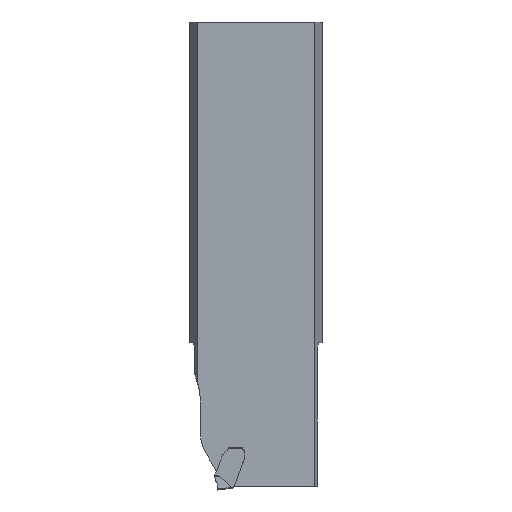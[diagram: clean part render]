
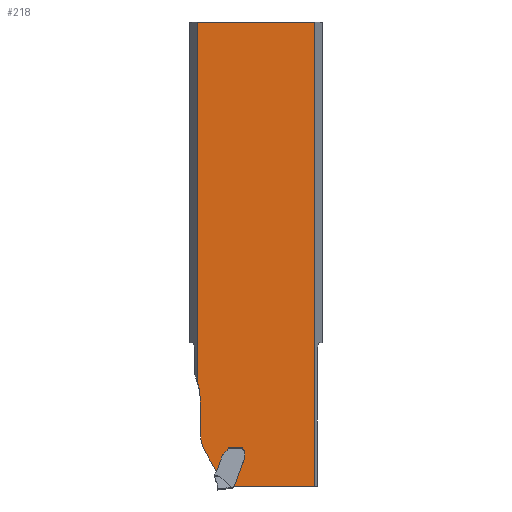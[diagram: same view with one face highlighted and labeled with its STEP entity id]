
A CAD part, left-side view. The second image highlights one B-rep face of the part: STEP entity #218.
In plain terms, the highlighted planar face has unit normal (-1, 0, 0).
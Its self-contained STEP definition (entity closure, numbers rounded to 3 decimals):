
#106=B_SPLINE_CURVE_WITH_KNOTS('',5,(#2255,#2256,#2257,#2258,#2259,#2260),
 .UNSPECIFIED.,.F.,.F.,(6,6),(0.,1.),.UNSPECIFIED.);
#155=ELLIPSE('',#1603,1.32,1.);
#156=ELLIPSE('',#1607,1.46,1.);
#171=CIRCLE('',#1582,13.);
#180=CIRCLE('',#1600,10.);
#181=CIRCLE('',#1601,0.4);
#182=CIRCLE('',#1602,1.);
#183=CIRCLE('',#1604,0.8);
#184=CIRCLE('',#1605,0.5);
#185=CIRCLE('',#1606,0.75);
#186=CIRCLE('',#1608,1.);
#218=ADVANCED_FACE('SHANKHEAD_FACE_LEFT',(#332),#290,.T.);
#290=PLANE('',#1609);
#332=FACE_OUTER_BOUND('',#406,.T.);
#406=EDGE_LOOP('',(#518,#519,#520,#521,#522,#523,#524,#525,#526,#527,#528,
#529,#530,#531,#532,#533,#534,#535,#536,#537,#538,#539,#540,#541,#542));
#518=ORIENTED_EDGE('',*,*,#1068,.F.);
#519=ORIENTED_EDGE('',*,*,#1033,.T.);
#520=ORIENTED_EDGE('',*,*,#1069,.T.);
#521=ORIENTED_EDGE('',*,*,#1070,.T.);
#522=ORIENTED_EDGE('',*,*,#1071,.T.);
#523=ORIENTED_EDGE('',*,*,#1072,.F.);
#524=ORIENTED_EDGE('',*,*,#1073,.T.);
#525=ORIENTED_EDGE('',*,*,#1074,.T.);
#526=ORIENTED_EDGE('',*,*,#1075,.F.);
#527=ORIENTED_EDGE('',*,*,#1076,.T.);
#528=ORIENTED_EDGE('',*,*,#1077,.T.);
#529=ORIENTED_EDGE('',*,*,#1078,.T.);
#530=ORIENTED_EDGE('',*,*,#1079,.T.);
#531=ORIENTED_EDGE('',*,*,#1080,.F.);
#532=ORIENTED_EDGE('',*,*,#1081,.F.);
#533=ORIENTED_EDGE('',*,*,#1082,.T.);
#534=ORIENTED_EDGE('',*,*,#1083,.F.);
#535=ORIENTED_EDGE('',*,*,#1084,.F.);
#536=ORIENTED_EDGE('',*,*,#1085,.F.);
#537=ORIENTED_EDGE('',*,*,#1086,.F.);
#538=ORIENTED_EDGE('',*,*,#1087,.F.);
#539=ORIENTED_EDGE('',*,*,#1088,.F.);
#540=ORIENTED_EDGE('',*,*,#1089,.T.);
#541=ORIENTED_EDGE('',*,*,#1090,.T.);
#542=ORIENTED_EDGE('',*,*,#1091,.T.);
#895=VERTEX_POINT('',#2145);
#896=VERTEX_POINT('',#2146);
#926=VERTEX_POINT('',#2220);
#927=VERTEX_POINT('',#2222);
#928=VERTEX_POINT('',#2224);
#929=VERTEX_POINT('',#2226);
#930=VERTEX_POINT('',#2228);
#931=VERTEX_POINT('',#2230);
#932=VERTEX_POINT('',#2232);
#933=VERTEX_POINT('',#2234);
#934=VERTEX_POINT('',#2236);
#935=VERTEX_POINT('',#2238);
#936=VERTEX_POINT('',#2240);
#937=VERTEX_POINT('',#2242);
#938=VERTEX_POINT('',#2244);
#939=VERTEX_POINT('',#2246);
#940=VERTEX_POINT('',#2248);
#941=VERTEX_POINT('',#2250);
#942=VERTEX_POINT('',#2252);
#943=VERTEX_POINT('',#2254);
#944=VERTEX_POINT('',#2261);
#945=VERTEX_POINT('',#2263);
#946=VERTEX_POINT('',#2265);
#947=VERTEX_POINT('',#2267);
#948=VERTEX_POINT('',#2269);
#1033=EDGE_CURVE('',#895,#896,#171,.T.);
#1068=EDGE_CURVE('',#895,#926,#1261,.T.);
#1069=EDGE_CURVE('',#896,#927,#1262,.T.);
#1070=EDGE_CURVE('',#927,#928,#180,.T.);
#1071=EDGE_CURVE('',#928,#929,#1263,.T.);
#1072=EDGE_CURVE('',#930,#929,#1264,.T.);
#1073=EDGE_CURVE('',#930,#931,#181,.T.);
#1074=EDGE_CURVE('',#931,#932,#1265,.T.);
#1075=EDGE_CURVE('',#933,#932,#182,.T.);
#1076=EDGE_CURVE('',#933,#934,#155,.T.);
#1077=EDGE_CURVE('',#934,#935,#1266,.T.);
#1078=EDGE_CURVE('',#935,#936,#183,.T.);
#1079=EDGE_CURVE('',#936,#937,#1267,.T.);
#1080=EDGE_CURVE('',#938,#937,#1268,.T.);
#1081=EDGE_CURVE('',#939,#938,#1269,.T.);
#1082=EDGE_CURVE('',#939,#940,#184,.T.);
#1083=EDGE_CURVE('',#941,#940,#185,.T.);
#1084=EDGE_CURVE('',#942,#941,#1270,.T.);
#1085=EDGE_CURVE('',#943,#942,#156,.T.);
#1086=EDGE_CURVE('',#944,#943,#106,.T.);
#1087=EDGE_CURVE('',#945,#944,#186,.T.);
#1088=EDGE_CURVE('',#946,#945,#1271,.T.);
#1089=EDGE_CURVE('',#946,#947,#1272,.T.);
#1090=EDGE_CURVE('',#947,#948,#1273,.T.);
#1091=EDGE_CURVE('',#948,#926,#1274,.T.);
#1261=LINE('',#2219,#1392);
#1262=LINE('',#2221,#1393);
#1263=LINE('',#2225,#1394);
#1264=LINE('',#2227,#1395);
#1265=LINE('',#2231,#1396);
#1266=LINE('',#2237,#1397);
#1267=LINE('',#2241,#1398);
#1268=LINE('',#2243,#1399);
#1269=LINE('',#2245,#1400);
#1270=LINE('',#2251,#1401);
#1271=LINE('',#2264,#1402);
#1272=LINE('',#2266,#1403);
#1273=LINE('',#2268,#1404);
#1274=LINE('',#2270,#1405);
#1392=VECTOR('',#1785,1.);
#1393=VECTOR('',#1786,1.);
#1394=VECTOR('',#1789,1.);
#1395=VECTOR('',#1790,1.);
#1396=VECTOR('',#1793,1.);
#1397=VECTOR('',#1798,1.);
#1398=VECTOR('',#1801,1.);
#1399=VECTOR('',#1802,1.);
#1400=VECTOR('',#1803,1.);
#1401=VECTOR('',#1808,1.);
#1402=VECTOR('',#1813,1.);
#1403=VECTOR('',#1814,1.);
#1404=VECTOR('',#1815,1.);
#1405=VECTOR('',#1816,1.);
#1582=AXIS2_PLACEMENT_3D('',#2144,#1729,#1730);
#1600=AXIS2_PLACEMENT_3D('',#2223,#1787,#1788);
#1601=AXIS2_PLACEMENT_3D('',#2229,#1791,#1792);
#1602=AXIS2_PLACEMENT_3D('',#2233,#1794,#1795);
#1603=AXIS2_PLACEMENT_3D('',#2235,#1796,#1797);
#1604=AXIS2_PLACEMENT_3D('',#2239,#1799,#1800);
#1605=AXIS2_PLACEMENT_3D('',#2247,#1804,#1805);
#1606=AXIS2_PLACEMENT_3D('',#2249,#1806,#1807);
#1607=AXIS2_PLACEMENT_3D('',#2253,#1809,#1810);
#1608=AXIS2_PLACEMENT_3D('',#2262,#1811,#1812);
#1609=AXIS2_PLACEMENT_3D('',#2271,#1817,#1818);
#1729=DIRECTION('',(1.,0.,0.));
#1730=DIRECTION('',(0.,1.,0.));
#1785=DIRECTION('',(0.,0.,1.));
#1786=DIRECTION('',(0.,0.,-1.));
#1787=DIRECTION('',(-1.,0.,0.));
#1788=DIRECTION('',(0.,1.,0.));
#1789=DIRECTION('',(0.,-0.5,-0.866));
#1790=DIRECTION('',(0.,0.819,-0.574));
#1791=DIRECTION('',(-1.,0.,0.));
#1792=DIRECTION('',(0.,1.,0.));
#1793=DIRECTION('',(0.,-0.342,0.94));
#1794=DIRECTION('',(-1.,0.,0.));
#1795=DIRECTION('',(0.,1.,0.));
#1796=DIRECTION('',(1.,0.,0.));
#1797=DIRECTION('',(0.,-0.707,0.707));
#1798=DIRECTION('',(0.,-0.707,0.707));
#1799=DIRECTION('',(-1.,0.,0.));
#1800=DIRECTION('',(0.,1.,0.));
#1801=DIRECTION('',(0.,0.,1.));
#1802=DIRECTION('',(0.,1.,0.));
#1803=DIRECTION('',(0.,0.,1.));
#1804=DIRECTION('',(-1.,0.,0.));
#1805=DIRECTION('',(0.,1.,0.));
#1806=DIRECTION('',(-1.,0.,0.));
#1807=DIRECTION('',(0.,1.,0.));
#1808=DIRECTION('',(0.,0.,1.));
#1809=DIRECTION('',(-1.,0.,0.));
#1810=DIRECTION('',(0.,0.,-1.));
#1811=DIRECTION('',(-1.,0.,0.));
#1812=DIRECTION('',(0.,1.,0.));
#1813=DIRECTION('',(0.,-0.342,0.94));
#1814=DIRECTION('',(0.,-1.,0.));
#1815=DIRECTION('',(0.,0.,1.));
#1816=DIRECTION('',(0.,1.,0.));
#1817=DIRECTION('',(-1.,0.,0.));
#1818=DIRECTION('',(0.,1.,0.));
#2144=CARTESIAN_POINT('',(-8.,42.075,-88.6));
#2145=CARTESIAN_POINT('',(-8.,29.756,-84.445));
#2146=CARTESIAN_POINT('',(-8.,29.075,-88.6));
#2219=CARTESIAN_POINT('',(-8.,29.756,-121.));
#2220=CARTESIAN_POINT('',(-8.,29.756,0.));
#2221=CARTESIAN_POINT('',(-8.,29.075,-129.8));
#2222=CARTESIAN_POINT('',(-8.,29.075,-96.291));
#2223=CARTESIAN_POINT('',(-8.,19.075,-96.291));
#2224=CARTESIAN_POINT('',(-8.,27.735,-101.291));
#2225=CARTESIAN_POINT('',(-8.,18.431,-117.405));
#2226=CARTESIAN_POINT('',(-8.,25.269,-105.562));
#2227=CARTESIAN_POINT('',(-8.,46.475,-120.41));
#2228=CARTESIAN_POINT('',(-8.,25.269,-105.561));
#2229=CARTESIAN_POINT('',(-8.,25.506,-105.24));
#2230=CARTESIAN_POINT('',(-8.,25.131,-105.376));
#2231=CARTESIAN_POINT('',(-8.,34.708,-131.69));
#2232=CARTESIAN_POINT('',(-8.,23.899,-101.993));
#2233=CARTESIAN_POINT('',(-8.,22.959,-102.335));
#2234=CARTESIAN_POINT('',(-8.,23.797,-101.788));
#2235=CARTESIAN_POINT('',(-8.,22.913,-102.289));
#2236=CARTESIAN_POINT('',(-8.,23.62,-101.581));
#2237=CARTESIAN_POINT('',(-8.,45.869,-123.831));
#2238=CARTESIAN_POINT('',(-8.,22.704,-100.666));
#2239=CARTESIAN_POINT('',(-8.,23.27,-100.1));
#2240=CARTESIAN_POINT('',(-8.,22.47,-100.1));
#2241=CARTESIAN_POINT('',(-8.,22.47,-129.8));
#2242=CARTESIAN_POINT('',(-8.,22.47,-100.));
#2243=CARTESIAN_POINT('',(-8.,39.9,-100.));
#2244=CARTESIAN_POINT('',(-8.,19.1,-100.));
#2245=CARTESIAN_POINT('',(-8.,19.1,-129.8));
#2246=CARTESIAN_POINT('',(-8.,19.1,-100.2));
#2247=CARTESIAN_POINT('',(-8.,18.6,-100.2));
#2248=CARTESIAN_POINT('',(-8.,18.9,-100.6));
#2249=CARTESIAN_POINT('',(-8.,19.35,-101.2));
#2250=CARTESIAN_POINT('',(-8.,18.6,-101.2));
#2251=CARTESIAN_POINT('',(-8.,18.6,-129.8));
#2252=CARTESIAN_POINT('',(-8.,18.6,-102.112));
#2253=CARTESIAN_POINT('',(-8.,19.6,-102.112));
#2254=CARTESIAN_POINT('',(-8.,18.613,-102.345));
#2255=CARTESIAN_POINT('',(-8.,18.622,-102.4));
#2256=CARTESIAN_POINT('',(-8.,18.619,-102.389));
#2257=CARTESIAN_POINT('',(-8.,18.617,-102.378));
#2258=CARTESIAN_POINT('',(-8.,18.616,-102.367));
#2259=CARTESIAN_POINT('',(-8.,18.614,-102.356));
#2260=CARTESIAN_POINT('',(-8.,18.613,-102.345));
#2261=CARTESIAN_POINT('',(-8.,18.622,-102.4));
#2262=CARTESIAN_POINT('',(-8.,19.6,-102.193));
#2263=CARTESIAN_POINT('',(-8.,18.66,-102.535));
#2264=CARTESIAN_POINT('',(-8.,29.908,-133.437));
#2265=CARTESIAN_POINT('',(-8.,21.067,-109.148));
#2266=CARTESIAN_POINT('',(-8.,39.9,-109.148));
#2267=CARTESIAN_POINT('',(-8.,2.144,-109.148));
#2268=CARTESIAN_POINT('',(-8.,2.144,-121.));
#2269=CARTESIAN_POINT('',(-8.,2.144,0.));
#2270=CARTESIAN_POINT('',(-8.,39.9,0.));
#2271=CARTESIAN_POINT('',(-8.,39.9,-129.8));
